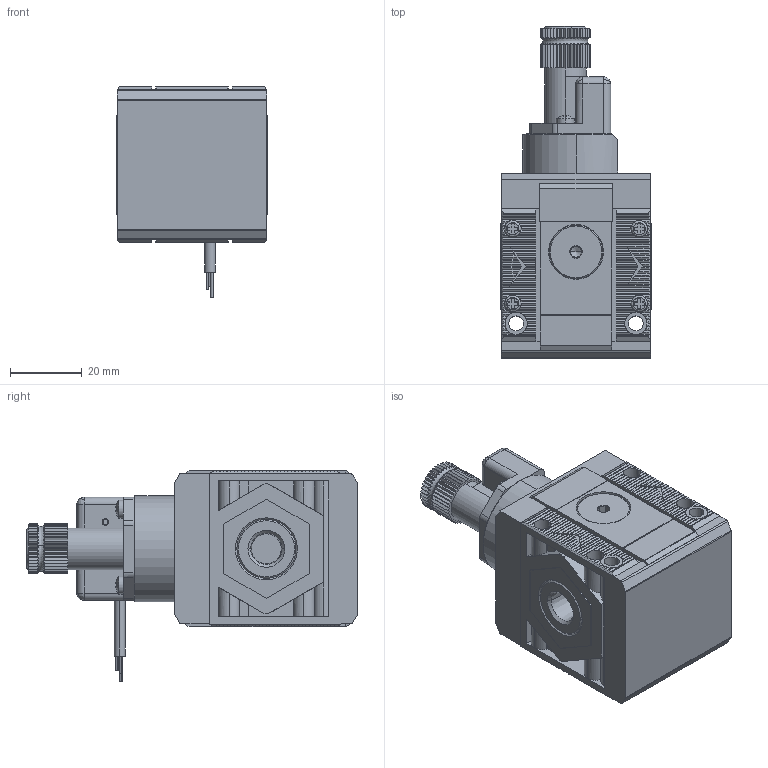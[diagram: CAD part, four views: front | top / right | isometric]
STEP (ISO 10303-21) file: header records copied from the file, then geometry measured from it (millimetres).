
FILE_DESCRIPTION (( 'STEP AP203' ), '1' );
FILE_NAME ('5U11S101.step', '2023-05-17T15:10:58', ( '' ), ( '' ), 'SwSTEP 2.0', 'SolidWorks 2021', '' );
FILE_SCHEMA (( 'CONFIG_CONTROL_DESIGN' ));
Length unit declared in the file: inch
Products named in the file (1): 5U11S101
Bounding box: 42.2 x 92.8 x 58.8 mm (x, y, z)
Volume: 103086.7 mm3; surface area: 35349.1 mm2
Topology: 13 solids, 13 shells, 1575 faces, 4223 edges, 2716 vertices
Faces by surface type: plane 1086, cylinder 298, cone 139, bspline 52
Entity records: 50897 total; most frequent: CARTESIAN_POINT 12487, ORIENTED_EDGE 8418, DIRECTION 7466, EDGE_CURVE 4209, VECTOR 2836, LINE 2836, VERTEX_POINT 2716, AXIS2_PLACEMENT_3D 2315
